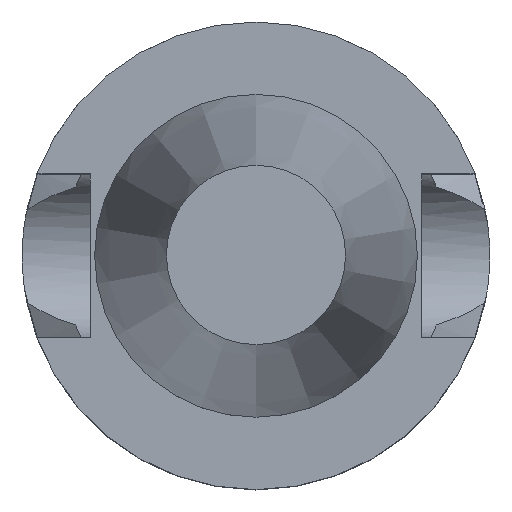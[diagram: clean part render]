
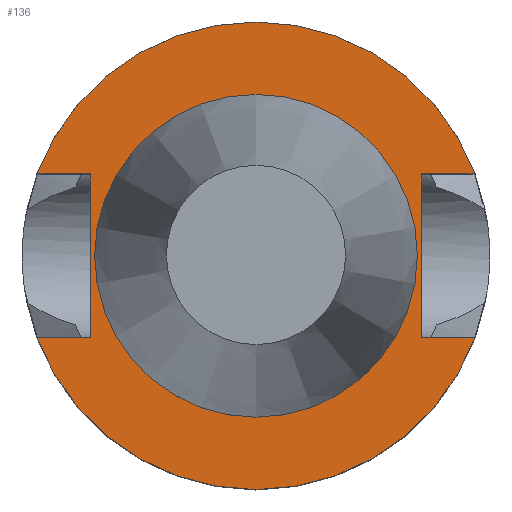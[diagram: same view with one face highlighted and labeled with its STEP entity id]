
A CAD part, top view. The second image highlights one B-rep face of the part: STEP entity #136.
In plain terms, the highlighted planar face has unit normal (0, 0, 1).
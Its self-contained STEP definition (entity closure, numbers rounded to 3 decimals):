
#126=EDGE_CURVE('240[2]',#369,#370,#371,.T.);
#136=ADVANCED_FACE('240[2]',(#386,#387),#388,.T.);
#163=EDGE_CURVE('240[2]',#429,#430,#431,.T.);
#165=EDGE_CURVE('240[2]',#422,#433,#434,.T.);
#169=EDGE_CURVE('240[2]',#370,#439,#440,.T.);
#180=EDGE_CURVE('240[2]',#454,#422,#455,.T.);
#184=EDGE_CURVE('240[2]',#460,#460,#461,.T.);
#254=EDGE_CURVE('240[2]',#433,#429,#555,.T.);
#275=EDGE_CURVE('240[2]',#439,#454,#583,.T.);
#299=EDGE_CURVE('240[2]',#430,#369,#619,.T.);
#369=VERTEX_POINT('',#696);
#370=VERTEX_POINT('',#697);
#371=LINE('',#698,#699);
#386=FACE_OUTER_BOUND('',#740,.T.);
#387=FACE_BOUND('',#741,.T.);
#388=PLANE('',#742);
#422=VERTEX_POINT('',#799);
#429=VERTEX_POINT('',#809);
#430=VERTEX_POINT('',#810);
#431=LINE('',#811,#812);
#433=VERTEX_POINT('',#815);
#434=LINE('',#816,#817);
#439=VERTEX_POINT('',#824);
#440=LINE('',#825,#826);
#454=VERTEX_POINT('',#854);
#455=CIRCLE('',#855,23.0);
#460=VERTEX_POINT('',#862);
#461=CIRCLE('',#863,15.875);
#555=LINE('',#1121,#1122);
#583=LINE('',#1160,#1161);
#619=CIRCLE('',#1216,23.0);
#696=CARTESIAN_POINT('',(21.545,-8.05,-1.0));
#697=CARTESIAN_POINT('',(16.3,-8.05,-1.0));
#698=CARTESIAN_POINT('',(8.15,-8.05,-1.0));
#699=VECTOR('',#1339,1.0);
#740=EDGE_LOOP('',(#1347,#1348,#1349,#1350,#1351,#1352,#1353,#1354));
#741=EDGE_LOOP('',(#1355));
#742=AXIS2_PLACEMENT_3D('',#1356,#1357,#1358);
#799=CARTESIAN_POINT('',(-21.545,8.05,-1.));
#809=CARTESIAN_POINT('',(-16.3,-8.05,-1.0));
#810=CARTESIAN_POINT('',(-21.545,-8.05,-1.0));
#811=CARTESIAN_POINT('',(-8.15,-8.05,-1.0));
#812=VECTOR('',#1395,1.0);
#815=CARTESIAN_POINT('',(-16.3,8.05,-1.));
#816=CARTESIAN_POINT('',(-8.15,8.05,-1.0));
#817=VECTOR('',#1396,1.0);
#824=CARTESIAN_POINT('',(16.3,8.05,-1.));
#825=CARTESIAN_POINT('',(16.3,5.694,-1.0));
#826=VECTOR('',#1400,1.0);
#854=CARTESIAN_POINT('',(21.545,8.05,-1.));
#855=AXIS2_PLACEMENT_3D('',#1412,#1413,#1414);
#862=CARTESIAN_POINT('',(0.,15.875,-1.));
#863=AXIS2_PLACEMENT_3D('',#1418,#1419,#1420);
#1121=CARTESIAN_POINT('',(-16.3,13.744,-1.));
#1122=VECTOR('',#1492,1.0);
#1160=CARTESIAN_POINT('',(8.15,8.05,-1.));
#1161=VECTOR('',#1530,1.0);
#1216=AXIS2_PLACEMENT_3D('',#1571,#1572,#1573);
#1339=DIRECTION('',(-1.0,0.,0.));
#1347=ORIENTED_EDGE('',*,*,#165,.T.);
#1348=ORIENTED_EDGE('',*,*,#254,.T.);
#1349=ORIENTED_EDGE('',*,*,#163,.T.);
#1350=ORIENTED_EDGE('',*,*,#299,.T.);
#1351=ORIENTED_EDGE('',*,*,#126,.T.);
#1352=ORIENTED_EDGE('',*,*,#169,.T.);
#1353=ORIENTED_EDGE('',*,*,#275,.T.);
#1354=ORIENTED_EDGE('',*,*,#180,.T.);
#1355=ORIENTED_EDGE('',*,*,#184,.F.);
#1356=CARTESIAN_POINT('',(0.,19.438,-1.));
#1357=DIRECTION('',(0.,0.,1.0));
#1358=DIRECTION('',(1.0,0.,0.0));
#1395=DIRECTION('',(-1.0,0.,0.));
#1396=DIRECTION('',(1.0,0.,0.));
#1400=DIRECTION('',(0.0,1.0,0.));
#1412=CARTESIAN_POINT('',(0.,0.,-1.0));
#1413=DIRECTION('',(0.,0.,1.0));
#1414=DIRECTION('',(0.,1.0,0.));
#1418=CARTESIAN_POINT('',(0.,0.,-1.0));
#1419=DIRECTION('',(0.,0.,1.0));
#1420=DIRECTION('',(0.,1.0,0.));
#1492=DIRECTION('',(0.0,-1.0,0.));
#1530=DIRECTION('',(1.0,0.,0.));
#1571=CARTESIAN_POINT('',(0.,0.,-1.0));
#1572=DIRECTION('',(0.,0.,1.0));
#1573=DIRECTION('',(0.,1.0,0.));
